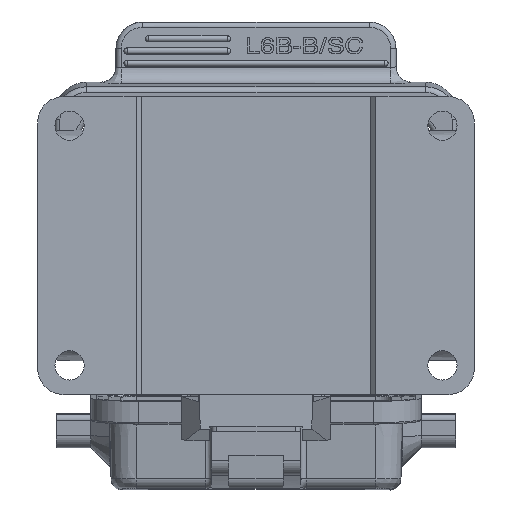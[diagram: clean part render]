
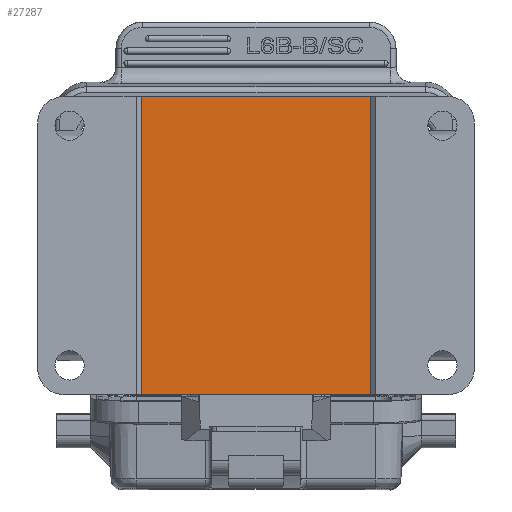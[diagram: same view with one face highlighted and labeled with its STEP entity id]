
A CAD part, front view. The second image highlights one B-rep face of the part: STEP entity #27287.
In plain terms, the highlighted planar face has unit normal (0, -1, 0).
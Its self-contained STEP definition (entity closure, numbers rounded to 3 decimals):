
#5268=DIRECTION('',(-1.,0.,0.));
#5269=VECTOR('',#5268,43.);
#5270=CARTESIAN_POINT('',(63.5,1.,
-69.972));
#5271=LINE('',#5270,#5269);
#5272=DIRECTION('',(1.,0.,0.));
#5273=VECTOR('',#5272,43.);
#5274=CARTESIAN_POINT('',(20.5,1.,
-13.972));
#5275=LINE('',#5274,#5273);
#5276=DIRECTION('',(0.,0.,-1.));
#5277=VECTOR('',#5276,56.);
#5278=CARTESIAN_POINT('',(63.5,1.,
-13.972));
#5279=LINE('',#5278,#5277);
#5280=DIRECTION('',(0.,0.,-1.));
#5281=VECTOR('',#5280,56.);
#5282=CARTESIAN_POINT('',(20.5,1.,
-13.972));
#5283=LINE('',#5282,#5281);
#16031=CARTESIAN_POINT('',(20.5,1.,
-69.972));
#16032=VERTEX_POINT('',#16031);
#16033=CARTESIAN_POINT('',(63.5,1.,
-69.972));
#16034=VERTEX_POINT('',#16033);
#16108=CARTESIAN_POINT('',(63.5,1.,
-13.972));
#16109=VERTEX_POINT('',#16108);
#16110=CARTESIAN_POINT('',(20.5,1.,
-13.972));
#16111=VERTEX_POINT('',#16110);
#27275=CARTESIAN_POINT('',(42.,1.,-41.972));
#27276=DIRECTION('',(0.,1.,0.));
#27277=DIRECTION('',(0.,0.,1.));
#27278=AXIS2_PLACEMENT_3D('',#27275,#27276,#27277);
#27279=PLANE('',#27278);
#27280=ORIENTED_EDGE('',*,*,#26500,.T.);
#27282=ORIENTED_EDGE('',*,*,#27281,.F.);
#27283=ORIENTED_EDGE('',*,*,#27211,.T.);
#27284=ORIENTED_EDGE('',*,*,#27267,.T.);
#27285=EDGE_LOOP('',(#27280,#27282,#27283,#27284));
#27286=FACE_OUTER_BOUND('',#27285,.F.);
#27287=ADVANCED_FACE('',(#27286),#27279,.F.);
#26500=EDGE_CURVE('',#16034,#16032,#5271,.T.);
#27211=EDGE_CURVE('',#16111,#16109,#5275,.T.);
#27267=EDGE_CURVE('',#16109,#16034,#5279,.T.);
#27281=EDGE_CURVE('',#16111,#16032,#5283,.T.);
